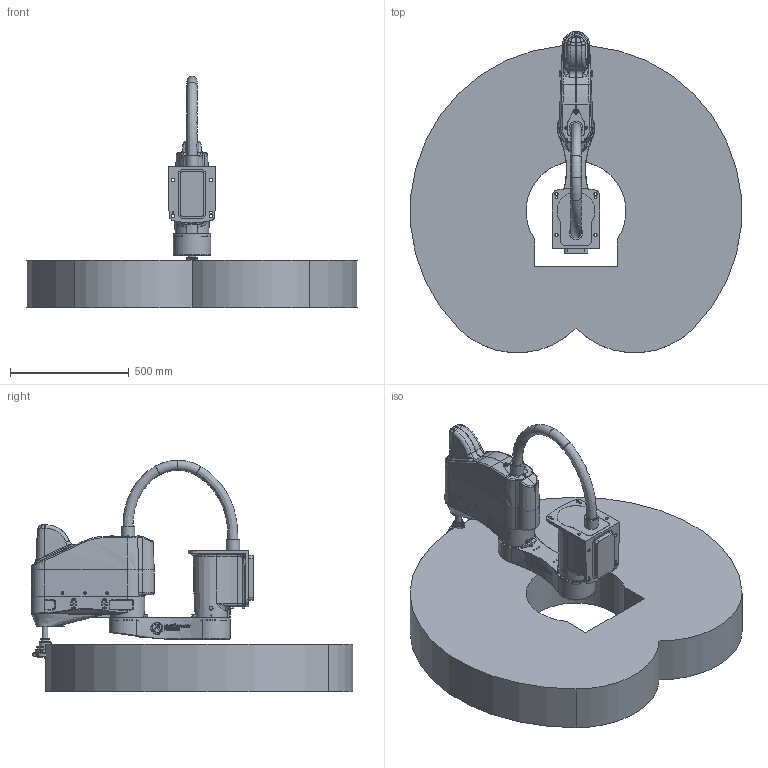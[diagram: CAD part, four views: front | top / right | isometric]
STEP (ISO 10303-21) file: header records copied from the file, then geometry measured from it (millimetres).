
FILE_DESCRIPTION(/* description */ ('Norm.iam Teamplte'),/* implementation_level */ '2;1');
FILE_NAME(/* name */ '3D-model_AT_00020-01-ATS.stp',/* time_stamp */ '2025-07-10T10:25:24+02:00',/* author */ ('tim.ketterer'),/* organization */ (''),/* preprocessor_version */ 'ST-DEVELOPER v19.2',/* originating_system */ 'Autodesk Inventor 2023',/* authorisation */ '');
FILE_SCHEMA (('AUTOMOTIVE_DESIGN { 1 0 10303 214 3 1 1 }'));
Products named in the file (9): AT_00020-01-ATS_DUMMY sCara4-800-6kg; MT_WST00110984 Dummy Grundgestell; MT_WST00109346 Dummy Schwinge; MT_WST00118939; MT_WST00109303 Kabelbaum; MT_WST00109288 Dummy Handachse; MT_WST00068450MT_WST; MT_WST00068449MT_WST; MT_WST00109312 Arbeitsbereich
Assembly tree (10 placements, depth 2):
  AT_00020-01-ATS_DUMMY sCara4-800-6kg
    MT_WST00110984 Dummy Grundgestell
    MT_WST00109346 Dummy Schwinge
    MT_WST00118939
    MT_WST00109303 Kabelbaum
    MT_WST00109288 Dummy Handachse
    MT_WST00068450MT_WST  x2
    MT_WST00068449MT_WST  x2
    MT_WST00109312 Arbeitsbereich
Bounding box: 1394.67 x 1353.66 x 976 mm (x, y, z)
Volume: 294978916.4 mm3; surface area: 5437175.6 mm2
Topology: 12 solids, 14 shells, 2374 faces, 5773 edges, 3616 vertices
Faces by surface type: plane 811, cylinder 663, bspline 538, cone 244, torus 97, sphere 21
Full cylindrical faces by diameter (mm): 3 x1, 3.242 x52, 3.8 x2, 4 x14, 4.134 x14, 4.917 x9, 5 x1, 6 x11, 6.5 x4, 6.6 x2, 7.4 x4, 7.6 x8, 8 x2, 8.5 x16, 8.566 x4, 9 x4, 9.5 x8, 10 x12, 10.1 x2, 10.4 x2, 11 x8, 11.6 x9, 11.8 x8, 12 x2, 12.4 x8, 13 x8, 13.5 x9, 14 x1, 16 x1, 17 x1
Entity records: 94970 total; most frequent: CARTESIAN_POINT 41208, ORIENTED_EDGE 11040, DIRECTION 9938, EDGE_CURVE 5520, AXIS2_PLACEMENT_3D 3864, VERTEX_POINT 3513, EDGE_LOOP 2657, FACE_OUTER_BOUND 2300
